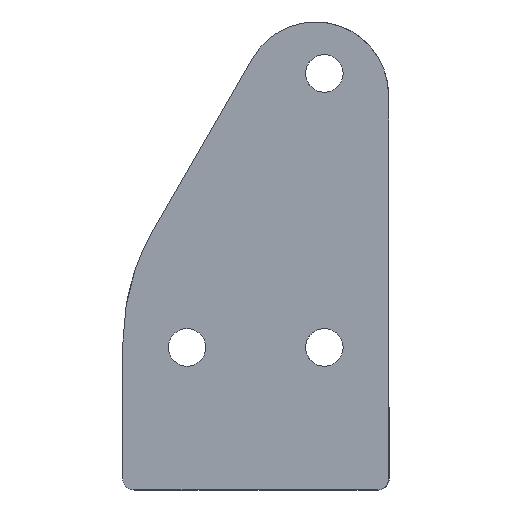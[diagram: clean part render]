
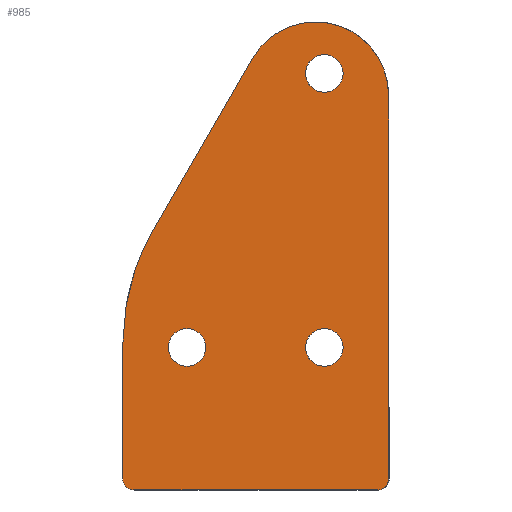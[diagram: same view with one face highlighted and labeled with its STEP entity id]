
A CAD part, left-side view. The second image highlights one B-rep face of the part: STEP entity #985.
In plain terms, the highlighted planar face has unit normal (-1, 0.003, 0).
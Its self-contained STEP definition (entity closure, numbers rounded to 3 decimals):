
#17=FACE_BOUND('',#324,.T.);
#18=FACE_BOUND('',#325,.T.);
#19=FACE_BOUND('',#326,.T.);
#48=PLANE('',#1089);
#63=B_SPLINE_CURVE_WITH_KNOTS('',3,(#1711,#1712,#1713,#1714,#1715,#1716,
#1717),.UNSPECIFIED.,.F.,.F.,(4,3,4),(0.,0.456,1.064),
 .UNSPECIFIED.);
#78=LINE('',#1563,#147);
#94=LINE('',#1623,#163);
#120=LINE('',#1705,#189);
#121=LINE('',#1710,#190);
#147=VECTOR('',#1203,10.);
#163=VECTOR('',#1231,10.);
#189=VECTOR('',#1327,10.);
#190=VECTOR('',#1332,10.);
#264=FACE_OUTER_BOUND('',#323,.T.);
#323=EDGE_LOOP('',(#803,#804,#805,#806,#807,#808,#809,#810));
#324=EDGE_LOOP('',(#811));
#325=EDGE_LOOP('',(#812));
#326=EDGE_LOOP('',(#813));
#377=CIRCLE('',#1051,1.);
#387=CIRCLE('',#1090,1.);
#388=CIRCLE('',#1091,6.588);
#389=CIRCLE('',#1092,1.7);
#390=CIRCLE('',#1093,1.7);
#391=CIRCLE('',#1094,1.7);
#440=VERTEX_POINT('',#1560);
#441=VERTEX_POINT('',#1562);
#447=VERTEX_POINT('',#1579);
#459=VERTEX_POINT('',#1620);
#460=VERTEX_POINT('',#1622);
#481=VERTEX_POINT('',#1704);
#482=VERTEX_POINT('',#1707);
#483=VERTEX_POINT('',#1709);
#484=VERTEX_POINT('',#1718);
#485=VERTEX_POINT('',#1720);
#486=VERTEX_POINT('',#1722);
#538=EDGE_CURVE('',#440,#441,#78,.T.);
#546=EDGE_CURVE('',#447,#440,#377,.T.);
#560=EDGE_CURVE('',#460,#459,#94,.T.);
#602=EDGE_CURVE('',#481,#447,#120,.F.);
#603=EDGE_CURVE('',#460,#481,#387,.T.);
#604=EDGE_CURVE('',#482,#459,#388,.T.);
#605=EDGE_CURVE('',#483,#482,#121,.T.);
#606=EDGE_CURVE('',#441,#483,#63,.T.);
#607=EDGE_CURVE('',#484,#484,#389,.T.);
#608=EDGE_CURVE('',#485,#485,#390,.T.);
#609=EDGE_CURVE('',#486,#486,#391,.T.);
#803=ORIENTED_EDGE('',*,*,#546,.F.);
#804=ORIENTED_EDGE('',*,*,#602,.F.);
#805=ORIENTED_EDGE('',*,*,#603,.F.);
#806=ORIENTED_EDGE('',*,*,#560,.T.);
#807=ORIENTED_EDGE('',*,*,#604,.F.);
#808=ORIENTED_EDGE('',*,*,#605,.F.);
#809=ORIENTED_EDGE('',*,*,#606,.F.);
#810=ORIENTED_EDGE('',*,*,#538,.F.);
#811=ORIENTED_EDGE('',*,*,#607,.T.);
#812=ORIENTED_EDGE('',*,*,#608,.T.);
#813=ORIENTED_EDGE('',*,*,#609,.T.);
#985=ADVANCED_FACE('',(#264,#17,#18,#19),#48,.F.);
#1051=AXIS2_PLACEMENT_3D('',#1581,#1213,#1214);
#1089=AXIS2_PLACEMENT_3D('',#1703,#1325,#1326);
#1090=AXIS2_PLACEMENT_3D('',#1706,#1328,#1329);
#1091=AXIS2_PLACEMENT_3D('',#1708,#1330,#1331);
#1092=AXIS2_PLACEMENT_3D('',#1719,#1333,#1334);
#1093=AXIS2_PLACEMENT_3D('',#1721,#1335,#1336);
#1094=AXIS2_PLACEMENT_3D('',#1723,#1337,#1338);
#1203=DIRECTION('',(0.,0.,1.));
#1213=DIRECTION('center_axis',(1.,-0.003,0.));
#1214=DIRECTION('ref_axis',(0.002,0.707,-0.707));
#1231=DIRECTION('',(0.,0.,1.));
#1325=DIRECTION('center_axis',(1.,-0.003,0.));
#1326=DIRECTION('ref_axis',(-0.003,-1.,0.));
#1327=DIRECTION('',(-0.003,-1.,0.));
#1328=DIRECTION('center_axis',(1.,-0.003,0.));
#1329=DIRECTION('ref_axis',(-0.002,-0.707,-0.707));
#1330=DIRECTION('center_axis',(1.,-0.003,0.));
#1331=DIRECTION('ref_axis',(-0.003,-1.,0.));
#1332=DIRECTION('',(-0.001,-0.5,0.866));
#1333=DIRECTION('center_axis',(1.,-0.003,0.));
#1334=DIRECTION('ref_axis',(0.003,1.,0.));
#1335=DIRECTION('center_axis',(1.,-0.003,0.));
#1336=DIRECTION('ref_axis',(-0.003,-1.,0.));
#1337=DIRECTION('center_axis',(1.,-0.003,0.));
#1338=DIRECTION('ref_axis',(-0.003,-1.,0.));
#1560=CARTESIAN_POINT('',(-12.12,82.031,1.));
#1562=CARTESIAN_POINT('',(-12.12,82.031,13.27));
#1563=CARTESIAN_POINT('',(-12.12,82.031,24.));
#1579=CARTESIAN_POINT('',(-12.122,81.031,0.));
#1581=CARTESIAN_POINT('Origin',(-12.122,81.031,1.));
#1620=CARTESIAN_POINT('',(-12.18,58.031,35.686));
#1622=CARTESIAN_POINT('',(-12.18,58.031,1.));
#1623=CARTESIAN_POINT('',(-12.18,58.031,17.275));
#1703=CARTESIAN_POINT('Origin',(-12.11,85.878,44.));
#1704=CARTESIAN_POINT('',(-12.178,59.031,0.));
#1705=CARTESIAN_POINT('',(-12.13,77.938,0.));
#1706=CARTESIAN_POINT('Origin',(-12.178,59.031,1.));
#1707=CARTESIAN_POINT('',(-12.149,70.325,38.981));
#1708=CARTESIAN_POINT('Origin',(-12.164,64.619,35.686));
#1709=CARTESIAN_POINT('',(-12.126,79.313,23.413));
#1710=CARTESIAN_POINT('',(-12.137,75.009,30.868));
#1711=CARTESIAN_POINT('Ctrl Pts',(-12.12,82.031,13.27));
#1712=CARTESIAN_POINT('Ctrl Pts',(-12.12,82.031,14.77));
#1713=CARTESIAN_POINT('Ctrl Pts',(-12.12,81.863,16.293));
#1714=CARTESIAN_POINT('Ctrl Pts',(-12.121,81.523,17.78));
#1715=CARTESIAN_POINT('Ctrl Pts',(-12.122,81.07,19.762));
#1716=CARTESIAN_POINT('Ctrl Pts',(-12.124,80.313,21.681));
#1717=CARTESIAN_POINT('Ctrl Pts',(-12.126,79.313,23.413));
#1718=CARTESIAN_POINT('',(-12.17,62.131,37.63));
#1719=CARTESIAN_POINT('Origin',(-12.166,63.831,37.63));
#1720=CARTESIAN_POINT('',(-12.13,77.931,12.88));
#1721=CARTESIAN_POINT('Origin',(-12.134,76.231,12.88));
#1722=CARTESIAN_POINT('',(-12.161,65.531,12.88));
#1723=CARTESIAN_POINT('Origin',(-12.166,63.831,12.88));
